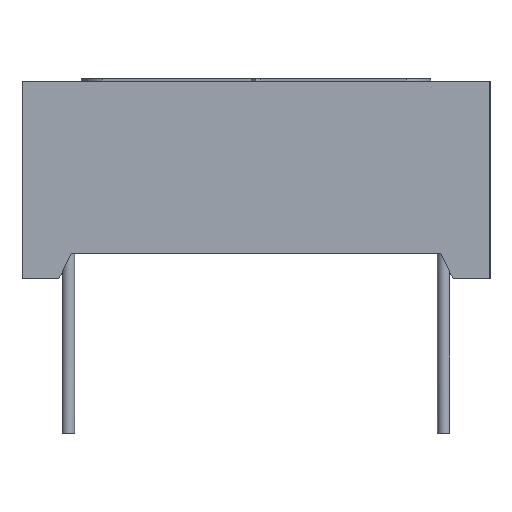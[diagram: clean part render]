
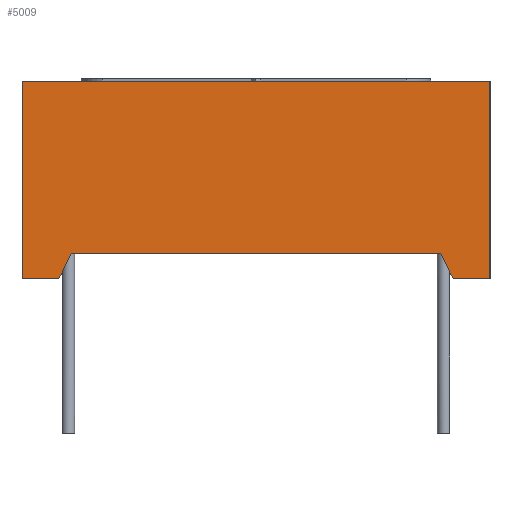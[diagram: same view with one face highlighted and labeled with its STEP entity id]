
A CAD part, left-side view. The second image highlights one B-rep face of the part: STEP entity #5009.
In plain terms, the highlighted planar face has unit normal (-1, 0, 0).
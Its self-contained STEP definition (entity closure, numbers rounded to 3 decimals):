
#22 = VERTEX_POINT('',#23);
#23 = CARTESIAN_POINT('',(-25.15,9.5,0.));
#32 = PLANE('',#33);
#33 = AXIS2_PLACEMENT_3D('',#34,#35,#36);
#34 = CARTESIAN_POINT('',(-25.15,9.5,0.));
#35 = DIRECTION('',(0.,1.,0.));
#36 = DIRECTION('',(1.,0.,0.));
#44 = PLANE('',#45);
#45 = AXIS2_PLACEMENT_3D('',#46,#47,#48);
#46 = CARTESIAN_POINT('',(0.,0.,0.));
#47 = DIRECTION('',(-0.,-0.,-1.));
#48 = DIRECTION('',(-1.,0.,0.));
#56 = EDGE_CURVE('',#22,#57,#59,.T.);
#57 = VERTEX_POINT('',#58);
#58 = CARTESIAN_POINT('',(-25.15,9.5,8.));
#59 = SURFACE_CURVE('',#60,(#64,#71),.PCURVE_S1.);
#60 = LINE('',#61,#62);
#61 = CARTESIAN_POINT('',(-25.15,9.5,0.));
#62 = VECTOR('',#63,1.);
#63 = DIRECTION('',(0.,0.,1.));
#64 = PCURVE('',#32,#65);
#65 = DEFINITIONAL_REPRESENTATION('',(#66),#70);
#66 = LINE('',#67,#68);
#67 = CARTESIAN_POINT('',(0.,0.));
#68 = VECTOR('',#69,1.);
#69 = DIRECTION('',(0.,-1.));
#70 = ( GEOMETRIC_REPRESENTATION_CONTEXT(2) 
PARAMETRIC_REPRESENTATION_CONTEXT() REPRESENTATION_CONTEXT('2D SPACE',''
  ) );
#71 = PCURVE('',#72,#77);
#72 = PLANE('',#73);
#73 = AXIS2_PLACEMENT_3D('',#74,#75,#76);
#74 = CARTESIAN_POINT('',(-25.15,-9.5,0.));
#75 = DIRECTION('',(-1.,0.,0.));
#76 = DIRECTION('',(0.,1.,0.));
#77 = DEFINITIONAL_REPRESENTATION('',(#78),#82);
#78 = LINE('',#79,#80);
#79 = CARTESIAN_POINT('',(19.,0.));
#80 = VECTOR('',#81,1.);
#81 = DIRECTION('',(0.,-1.));
#82 = ( GEOMETRIC_REPRESENTATION_CONTEXT(2) 
PARAMETRIC_REPRESENTATION_CONTEXT() REPRESENTATION_CONTEXT('2D SPACE',''
  ) );
#100 = PLANE('',#101);
#101 = AXIS2_PLACEMENT_3D('',#102,#103,#104);
#102 = CARTESIAN_POINT('',(0.,0.,8.));
#103 = DIRECTION('',(-0.,-0.,-1.));
#104 = DIRECTION('',(-1.,0.,0.));
#254 = VERTEX_POINT('',#255);
#255 = CARTESIAN_POINT('',(-25.15,8.,0.));
#271 = PLANE('',#272);
#272 = AXIS2_PLACEMENT_3D('',#273,#274,#275);
#273 = CARTESIAN_POINT('',(-25.15,7.5,1.));
#274 = DIRECTION('',(0.,0.894,0.447));
#275 = DIRECTION('',(0.,0.447,-0.894));
#283 = EDGE_CURVE('',#254,#22,#284,.T.);
#284 = SURFACE_CURVE('',#285,(#289,#296),.PCURVE_S1.);
#285 = LINE('',#286,#287);
#286 = CARTESIAN_POINT('',(-25.15,-9.5,0.));
#287 = VECTOR('',#288,1.);
#288 = DIRECTION('',(0.,1.,0.));
#289 = PCURVE('',#44,#290);
#290 = DEFINITIONAL_REPRESENTATION('',(#291),#295);
#291 = LINE('',#292,#293);
#292 = CARTESIAN_POINT('',(25.15,-9.5));
#293 = VECTOR('',#294,1.);
#294 = DIRECTION('',(0.,1.));
#295 = ( GEOMETRIC_REPRESENTATION_CONTEXT(2) 
PARAMETRIC_REPRESENTATION_CONTEXT() REPRESENTATION_CONTEXT('2D SPACE',''
  ) );
#296 = PCURVE('',#72,#297);
#297 = DEFINITIONAL_REPRESENTATION('',(#298),#302);
#298 = LINE('',#299,#300);
#299 = CARTESIAN_POINT('',(0.,0.));
#300 = VECTOR('',#301,1.);
#301 = DIRECTION('',(1.,0.));
#302 = ( GEOMETRIC_REPRESENTATION_CONTEXT(2) 
PARAMETRIC_REPRESENTATION_CONTEXT() REPRESENTATION_CONTEXT('2D SPACE',''
  ) );
#1080 = PLANE('',#1081);
#1081 = AXIS2_PLACEMENT_3D('',#1082,#1083,#1084);
#1082 = CARTESIAN_POINT('',(25.15,-9.5,0.));
#1083 = DIRECTION('',(0.,-1.,0.));
#1084 = DIRECTION('',(-1.,0.,0.));
#1203 = VERTEX_POINT('',#1204);
#1204 = CARTESIAN_POINT('',(-25.15,-9.5,8.));
#1225 = EDGE_CURVE('',#1203,#57,#1226,.T.);
#1226 = SURFACE_CURVE('',#1227,(#1231,#1238),.PCURVE_S1.);
#1227 = LINE('',#1228,#1229);
#1228 = CARTESIAN_POINT('',(-25.15,-9.5,8.));
#1229 = VECTOR('',#1230,1.);
#1230 = DIRECTION('',(0.,1.,0.));
#1231 = PCURVE('',#100,#1232);
#1232 = DEFINITIONAL_REPRESENTATION('',(#1233),#1237);
#1233 = LINE('',#1234,#1235);
#1234 = CARTESIAN_POINT('',(25.15,-9.5));
#1235 = VECTOR('',#1236,1.);
#1236 = DIRECTION('',(0.,1.));
#1237 = ( GEOMETRIC_REPRESENTATION_CONTEXT(2) 
PARAMETRIC_REPRESENTATION_CONTEXT() REPRESENTATION_CONTEXT('2D SPACE',''
  ) );
#1238 = PCURVE('',#72,#1239);
#1239 = DEFINITIONAL_REPRESENTATION('',(#1240),#1244);
#1240 = LINE('',#1241,#1242);
#1241 = CARTESIAN_POINT('',(0.,-8.));
#1242 = VECTOR('',#1243,1.);
#1243 = DIRECTION('',(1.,0.));
#1244 = ( GEOMETRIC_REPRESENTATION_CONTEXT(2) 
PARAMETRIC_REPRESENTATION_CONTEXT() REPRESENTATION_CONTEXT('2D SPACE',''
  ) );
#5009 = ADVANCED_FACE('',(#5010),#72,.T.);
#5010 = FACE_BOUND('',#5011,.T.);
#5011 = EDGE_LOOP('',(#5012,#5042,#5063,#5064,#5065,#5066,#5089,#5117));
#5012 = ORIENTED_EDGE('',*,*,#5013,.F.);
#5013 = EDGE_CURVE('',#5014,#5016,#5018,.T.);
#5014 = VERTEX_POINT('',#5015);
#5015 = CARTESIAN_POINT('',(-25.15,-9.5,0.));
#5016 = VERTEX_POINT('',#5017);
#5017 = CARTESIAN_POINT('',(-25.15,-8.,0.));
#5018 = SURFACE_CURVE('',#5019,(#5023,#5030),.PCURVE_S1.);
#5019 = LINE('',#5020,#5021);
#5020 = CARTESIAN_POINT('',(-25.15,-9.5,0.));
#5021 = VECTOR('',#5022,1.);
#5022 = DIRECTION('',(0.,1.,0.));
#5023 = PCURVE('',#72,#5024);
#5024 = DEFINITIONAL_REPRESENTATION('',(#5025),#5029);
#5025 = LINE('',#5026,#5027);
#5026 = CARTESIAN_POINT('',(0.,0.));
#5027 = VECTOR('',#5028,1.);
#5028 = DIRECTION('',(1.,0.));
#5029 = ( GEOMETRIC_REPRESENTATION_CONTEXT(2) 
PARAMETRIC_REPRESENTATION_CONTEXT() REPRESENTATION_CONTEXT('2D SPACE',''
  ) );
#5030 = PCURVE('',#5031,#5036);
#5031 = PLANE('',#5032);
#5032 = AXIS2_PLACEMENT_3D('',#5033,#5034,#5035);
#5033 = CARTESIAN_POINT('',(0.,0.,0.));
#5034 = DIRECTION('',(-0.,-0.,-1.));
#5035 = DIRECTION('',(-1.,0.,0.));
#5036 = DEFINITIONAL_REPRESENTATION('',(#5037),#5041);
#5037 = LINE('',#5038,#5039);
#5038 = CARTESIAN_POINT('',(25.15,-9.5));
#5039 = VECTOR('',#5040,1.);
#5040 = DIRECTION('',(0.,1.));
#5041 = ( GEOMETRIC_REPRESENTATION_CONTEXT(2) 
PARAMETRIC_REPRESENTATION_CONTEXT() REPRESENTATION_CONTEXT('2D SPACE',''
  ) );
#5042 = ORIENTED_EDGE('',*,*,#5043,.T.);
#5043 = EDGE_CURVE('',#5014,#1203,#5044,.T.);
#5044 = SURFACE_CURVE('',#5045,(#5049,#5056),.PCURVE_S1.);
#5045 = LINE('',#5046,#5047);
#5046 = CARTESIAN_POINT('',(-25.15,-9.5,0.));
#5047 = VECTOR('',#5048,1.);
#5048 = DIRECTION('',(0.,0.,1.));
#5049 = PCURVE('',#72,#5050);
#5050 = DEFINITIONAL_REPRESENTATION('',(#5051),#5055);
#5051 = LINE('',#5052,#5053);
#5052 = CARTESIAN_POINT('',(0.,0.));
#5053 = VECTOR('',#5054,1.);
#5054 = DIRECTION('',(0.,-1.));
#5055 = ( GEOMETRIC_REPRESENTATION_CONTEXT(2) 
PARAMETRIC_REPRESENTATION_CONTEXT() REPRESENTATION_CONTEXT('2D SPACE',''
  ) );
#5056 = PCURVE('',#1080,#5057);
#5057 = DEFINITIONAL_REPRESENTATION('',(#5058),#5062);
#5058 = LINE('',#5059,#5060);
#5059 = CARTESIAN_POINT('',(50.3,0.));
#5060 = VECTOR('',#5061,1.);
#5061 = DIRECTION('',(0.,-1.));
#5062 = ( GEOMETRIC_REPRESENTATION_CONTEXT(2) 
PARAMETRIC_REPRESENTATION_CONTEXT() REPRESENTATION_CONTEXT('2D SPACE',''
  ) );
#5063 = ORIENTED_EDGE('',*,*,#1225,.T.);
#5064 = ORIENTED_EDGE('',*,*,#56,.F.);
#5065 = ORIENTED_EDGE('',*,*,#283,.F.);
#5066 = ORIENTED_EDGE('',*,*,#5067,.F.);
#5067 = EDGE_CURVE('',#5068,#254,#5070,.T.);
#5068 = VERTEX_POINT('',#5069);
#5069 = CARTESIAN_POINT('',(-25.15,7.5,1.));
#5070 = SURFACE_CURVE('',#5071,(#5075,#5082),.PCURVE_S1.);
#5071 = LINE('',#5072,#5073);
#5072 = CARTESIAN_POINT('',(-25.15,7.5,1.));
#5073 = VECTOR('',#5074,1.);
#5074 = DIRECTION('',(-0.,0.447,-0.894));
#5075 = PCURVE('',#72,#5076);
#5076 = DEFINITIONAL_REPRESENTATION('',(#5077),#5081);
#5077 = LINE('',#5078,#5079);
#5078 = CARTESIAN_POINT('',(17.,-1.));
#5079 = VECTOR('',#5080,1.);
#5080 = DIRECTION('',(0.447,0.894));
#5081 = ( GEOMETRIC_REPRESENTATION_CONTEXT(2) 
PARAMETRIC_REPRESENTATION_CONTEXT() REPRESENTATION_CONTEXT('2D SPACE',''
  ) );
#5082 = PCURVE('',#271,#5083);
#5083 = DEFINITIONAL_REPRESENTATION('',(#5084),#5088);
#5084 = LINE('',#5085,#5086);
#5085 = CARTESIAN_POINT('',(0.,0.));
#5086 = VECTOR('',#5087,1.);
#5087 = DIRECTION('',(1.,0.));
#5088 = ( GEOMETRIC_REPRESENTATION_CONTEXT(2) 
PARAMETRIC_REPRESENTATION_CONTEXT() REPRESENTATION_CONTEXT('2D SPACE',''
  ) );
#5089 = ORIENTED_EDGE('',*,*,#5090,.T.);
#5090 = EDGE_CURVE('',#5068,#5091,#5093,.T.);
#5091 = VERTEX_POINT('',#5092);
#5092 = CARTESIAN_POINT('',(-25.15,-7.5,1.));
#5093 = SURFACE_CURVE('',#5094,(#5098,#5105),.PCURVE_S1.);
#5094 = LINE('',#5095,#5096);
#5095 = CARTESIAN_POINT('',(-25.15,7.5,1.));
#5096 = VECTOR('',#5097,1.);
#5097 = DIRECTION('',(0.,-1.,0.));
#5098 = PCURVE('',#72,#5099);
#5099 = DEFINITIONAL_REPRESENTATION('',(#5100),#5104);
#5100 = LINE('',#5101,#5102);
#5101 = CARTESIAN_POINT('',(17.,-1.));
#5102 = VECTOR('',#5103,1.);
#5103 = DIRECTION('',(-1.,0.));
#5104 = ( GEOMETRIC_REPRESENTATION_CONTEXT(2) 
PARAMETRIC_REPRESENTATION_CONTEXT() REPRESENTATION_CONTEXT('2D SPACE',''
  ) );
#5105 = PCURVE('',#5106,#5111);
#5106 = PLANE('',#5107);
#5107 = AXIS2_PLACEMENT_3D('',#5108,#5109,#5110);
#5108 = CARTESIAN_POINT('',(-25.15,7.5,1.));
#5109 = DIRECTION('',(0.,0.,-1.));
#5110 = DIRECTION('',(0.,-1.,0.));
#5111 = DEFINITIONAL_REPRESENTATION('',(#5112),#5116);
#5112 = LINE('',#5113,#5114);
#5113 = CARTESIAN_POINT('',(0.,-0.));
#5114 = VECTOR('',#5115,1.);
#5115 = DIRECTION('',(1.,0.));
#5116 = ( GEOMETRIC_REPRESENTATION_CONTEXT(2) 
PARAMETRIC_REPRESENTATION_CONTEXT() REPRESENTATION_CONTEXT('2D SPACE',''
  ) );
#5117 = ORIENTED_EDGE('',*,*,#5118,.T.);
#5118 = EDGE_CURVE('',#5091,#5016,#5119,.T.);
#5119 = SURFACE_CURVE('',#5120,(#5124,#5131),.PCURVE_S1.);
#5120 = LINE('',#5121,#5122);
#5121 = CARTESIAN_POINT('',(-25.15,-7.5,1.));
#5122 = VECTOR('',#5123,1.);
#5123 = DIRECTION('',(0.,-0.447,-0.894));
#5124 = PCURVE('',#72,#5125);
#5125 = DEFINITIONAL_REPRESENTATION('',(#5126),#5130);
#5126 = LINE('',#5127,#5128);
#5127 = CARTESIAN_POINT('',(2.,-1.));
#5128 = VECTOR('',#5129,1.);
#5129 = DIRECTION('',(-0.447,0.894));
#5130 = ( GEOMETRIC_REPRESENTATION_CONTEXT(2) 
PARAMETRIC_REPRESENTATION_CONTEXT() REPRESENTATION_CONTEXT('2D SPACE',''
  ) );
#5131 = PCURVE('',#5132,#5137);
#5132 = PLANE('',#5133);
#5133 = AXIS2_PLACEMENT_3D('',#5134,#5135,#5136);
#5134 = CARTESIAN_POINT('',(-25.15,-7.5,1.));
#5135 = DIRECTION('',(0.,0.894,-0.447));
#5136 = DIRECTION('',(0.,-0.447,-0.894));
#5137 = DEFINITIONAL_REPRESENTATION('',(#5138),#5142);
#5138 = LINE('',#5139,#5140);
#5139 = CARTESIAN_POINT('',(0.,0.));
#5140 = VECTOR('',#5141,1.);
#5141 = DIRECTION('',(1.,0.));
#5142 = ( GEOMETRIC_REPRESENTATION_CONTEXT(2) 
PARAMETRIC_REPRESENTATION_CONTEXT() REPRESENTATION_CONTEXT('2D SPACE',''
  ) );
